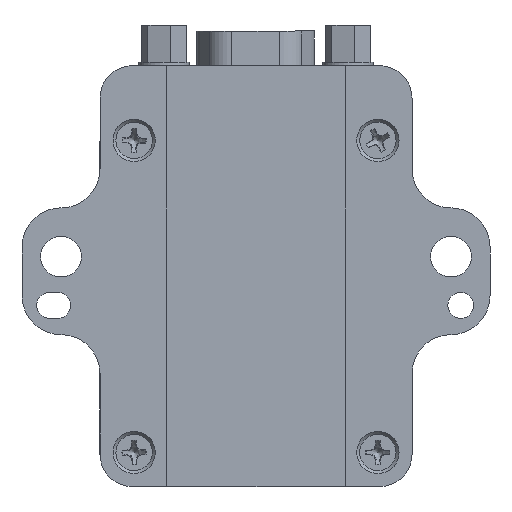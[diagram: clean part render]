
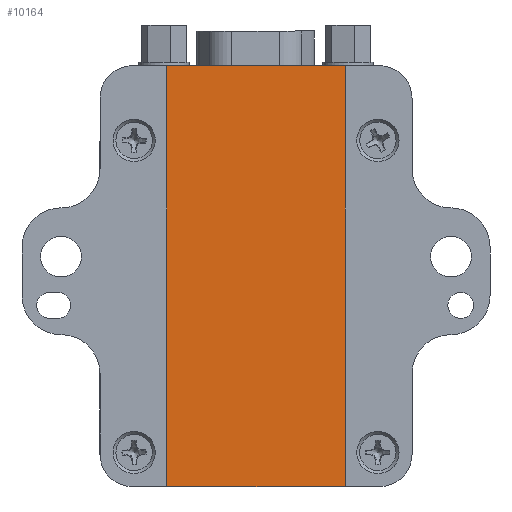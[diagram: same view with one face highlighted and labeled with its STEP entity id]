
A CAD part, front view. The second image highlights one B-rep face of the part: STEP entity #10164.
In plain terms, the highlighted planar face has unit normal (0, -1, 0).
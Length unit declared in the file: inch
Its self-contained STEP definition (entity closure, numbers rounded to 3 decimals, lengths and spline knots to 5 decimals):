
#1583=FACE_OUTER_BOUND('',#2180,.T.);
#2180=EDGE_LOOP('',(#7057,#7058,#7059,#7060));
#3023=LINE('',#14702,#3818);
#3024=LINE('',#14705,#3819);
#3025=LINE('',#14707,#3820);
#3026=LINE('',#14708,#3821);
#3818=VECTOR('',#11819,1.2952);
#3819=VECTOR('',#11822,0.55);
#3820=VECTOR('',#11823,0.55);
#3821=VECTOR('',#11824,1.2952);
#4611=VERTEX_POINT('',#14696);
#4613=VERTEX_POINT('',#14700);
#4614=VERTEX_POINT('',#14704);
#4615=VERTEX_POINT('',#14706);
#5650=EDGE_CURVE('',#4613,#4611,#3023,.T.);
#5651=EDGE_CURVE('',#4611,#4614,#3024,.T.);
#5652=EDGE_CURVE('',#4615,#4613,#3025,.T.);
#5653=EDGE_CURVE('',#4615,#4614,#3026,.T.);
#7057=ORIENTED_EDGE('',*,*,#5651,.F.);
#7058=ORIENTED_EDGE('',*,*,#5650,.F.);
#7059=ORIENTED_EDGE('',*,*,#5652,.F.);
#7060=ORIENTED_EDGE('',*,*,#5653,.T.);
#9866=PLANE('',#10771);
#10164=ADVANCED_FACE('',(#1583),#9866,.F.);
#10771=AXIS2_PLACEMENT_3D('',#14703,#11820,#11821);
#11819=DIRECTION('',(0.,0.,-1.));
#11820=DIRECTION('center_axis',(0.,1.,0.));
#11821=DIRECTION('ref_axis',(1.,0.,0.));
#11822=DIRECTION('',(-1.,0.,0.));
#11823=DIRECTION('',(1.,0.,0.));
#11824=DIRECTION('',(0.,0.,-1.));
#14696=CARTESIAN_POINT('',(0.25965,0.01,-1.29567));
#14700=CARTESIAN_POINT('',(0.25965,0.01,-0.00047));
#14702=CARTESIAN_POINT('',(0.25965,0.01,-0.00047));
#14703=CARTESIAN_POINT('Origin',(-0.29035,0.01,-0.00047));
#14704=CARTESIAN_POINT('',(-0.29035,0.01,-1.29567));
#14705=CARTESIAN_POINT('',(0.03715,0.01,-1.29567));
#14706=CARTESIAN_POINT('',(-0.29035,0.01,-0.00047));
#14707=CARTESIAN_POINT('',(-0.34285,0.01,-0.00047));
#14708=CARTESIAN_POINT('',(-0.29035,0.01,-0.00047));
